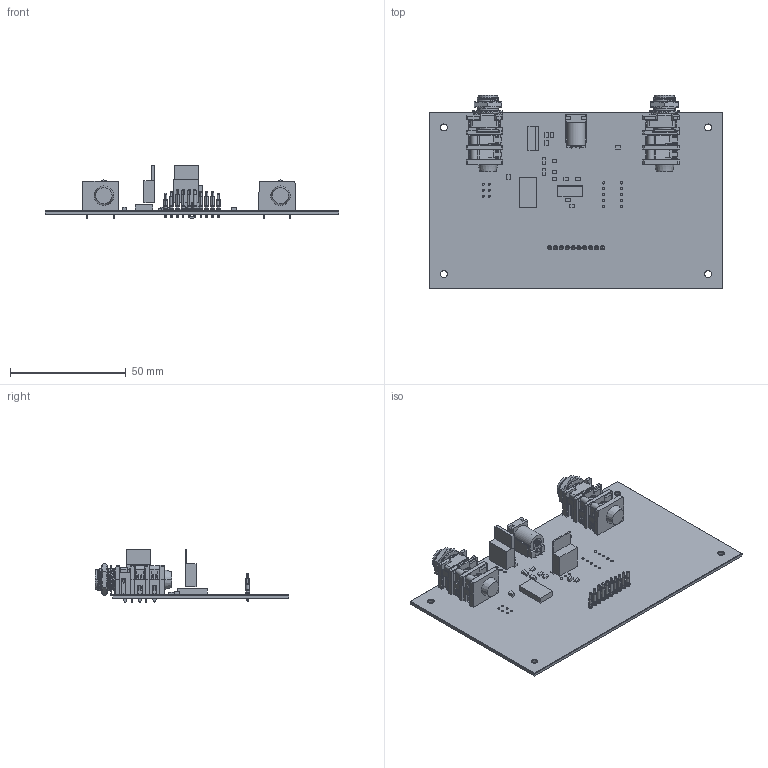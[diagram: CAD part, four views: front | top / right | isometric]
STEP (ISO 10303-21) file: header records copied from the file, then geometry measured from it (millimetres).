
FILE_DESCRIPTION(('Open CASCADE Model'),'2;1');
FILE_NAME('Open CASCADE Shape Model','2018-11-27T18:49:06',('Author'),( 'Open CASCADE'),'Open CASCADE STEP processor 6.8','Open CASCADE 6.8' ,'Unknown');
FILE_SCHEMA(('AUTOMOTIVE_DESIGN { 1 0 10303 214 1 1 1 1 }'));
Length unit declared in the file: millimetre
Products named in the file (58): PCB; Board; J1; 10PogoPins; 10PogoPins.STEP; mill-max-0914-0-15-20-77-14-11-0_
MillMaxsldprt20180914.27420uGoldoverNickelPage25on.STEP; mill-max-0914-1-15-20-77-14-11-0_
MillMaxsldprt20180914.30420uGoldoverNickelPage25on.STEP; mill-max-0914-2-15-20-77-14-11-0_
MillMaxsldprt20180914.33420uGoldoverNickelPage25on.STEP; J4; ACJS-MHOM; AS; 1_; HOUSE; DONG; JING; SLEEVE; PJ-629_FLAT_WASHER; PJ-629_BIG_NUT; J3; J5; CUI_PJ-037A; U5; 6370630464; Extruded; 6370630272; U4; 6370631232; 6370631040; U2; 7515817728; R5; 6370631808; R4; R3; R2; R1; Q2; 7458004544; Q1; C7 ...
Assembly tree (77 placements, depth 5):
  PCB
    Board
    J1
      10PogoPins
        10PogoPins.STEP
          mill-max-0914-0-15-20-77-14-11-0_
MillMaxsldprt20180914.27420uGoldoverNickelPage25on.STEP  x2
          mill-max-0914-1-15-20-77-14-11-0_
MillMaxsldprt20180914.30420uGoldoverNickelPage25on.STEP  x4
          mill-max-0914-2-15-20-77-14-11-0_
MillMaxsldprt20180914.33420uGoldoverNickelPage25on.STEP  x4
    J4
      ACJS-MHOM
        AS
          1_
          HOUSE
          DONG  x2
          JING  x2
          SLEEVE
        PJ-629_FLAT_WASHER
        PJ-629_BIG_NUT
    J3
      ACJS-MHOM
        AS
          1_
          HOUSE
          DONG  x2
          JING  x2
          SLEEVE
        PJ-629_FLAT_WASHER
        PJ-629_BIG_NUT
    J5
      CUI_PJ-037A
    U5
      6370630464
        Extruded
      6370630272
        Extruded
    U4
      6370631232
        Extruded
      6370631040
        Extruded
    U2
      7515817728
        Extruded
    R5
      6370631808
        Extruded
    R4
      6370631808
        Extruded
    R3
      6370631808
        Extruded
    R2
      6370631808
        Extruded
    R1
      6370631808
        Extruded
    Q2
      7458004544
Bounding box: 127 x 83.77 x 23.2 mm (x, y, z)
Volume: 22272.4 mm3; surface area: 53465.9 mm2
Topology: 48 solids, 56 shells, 2427 faces, 6272 edges, 3921 vertices
Faces by surface type: plane 1378, cylinder 674, bspline 220, cone 104, sphere 45, torus 6
Full cylindrical faces by diameter (mm): 0.762 x10, 0.9 x6, 1 x10, 1.1 x6, 1.6 x12, 2.946 x4, 8.8 x4
Entity records: 39631 total; most frequent: CARTESIAN_POINT 12633, ORIENTED_EDGE 5436, DIRECTION 5180, EDGE_CURVE 2722, LINE 1858, VECTOR 1858, VERTEX_POINT 1720, AXIS2_PLACEMENT_3D 1661
